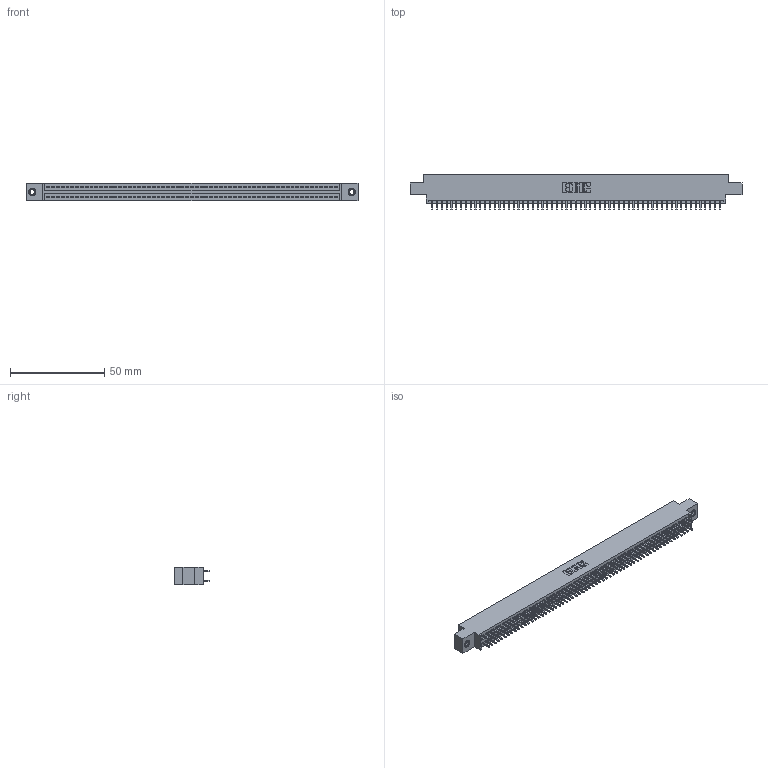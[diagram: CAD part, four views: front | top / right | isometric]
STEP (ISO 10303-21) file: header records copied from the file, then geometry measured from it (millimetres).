
FILE_DESCRIPTION (( 'STEP AP203' ), '1' );
FILE_NAME ('345-122-521-807.STEP', '2019-11-06T12:52:17', ( '' ), ( '' ), 'SwSTEP 2.0', 'SolidWorks 2016', '' );
FILE_SCHEMA (( 'CONFIG_CONTROL_DESIGN' ));
Length unit declared in the file: inch
Products named in the file (4): 345-122-521-807; 345-292-001_345-293-121; 345 Part_0.170 Offset - 0.156 Dia-TI; 345-250-001_345-250-005-103
Assembly tree (125 placements, depth 2):
  345-122-521-807
    345 Part_0.170 Offset - 0.156 Dia-TI
    345-292-001_345-293-121  x122
    345-250-001_345-250-005-103  x2
Bounding box: 176.15 x 18.72 x 9.4 mm (x, y, z)
Volume: 17111 mm3; surface area: 25508.1 mm2
Topology: 125 solids, 125 shells, 6290 faces, 18667 edges, 12274 vertices
Faces by surface type: plane 4142, cylinder 2132, cone 12, torus 4
Entity records: 46640 total; most frequent: CARTESIAN_POINT 7783, ORIENTED_EDGE 7710, DIRECTION 6865, EDGE_CURVE 3855, LINE 3459, VECTOR 3459, VERTEX_POINT 2564, AXIS2_PLACEMENT_3D 1703
